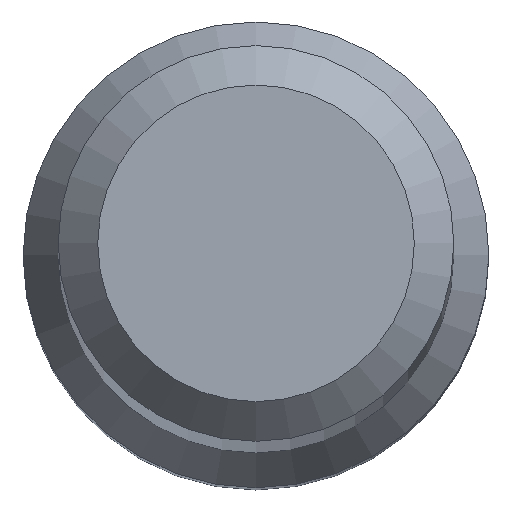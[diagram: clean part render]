
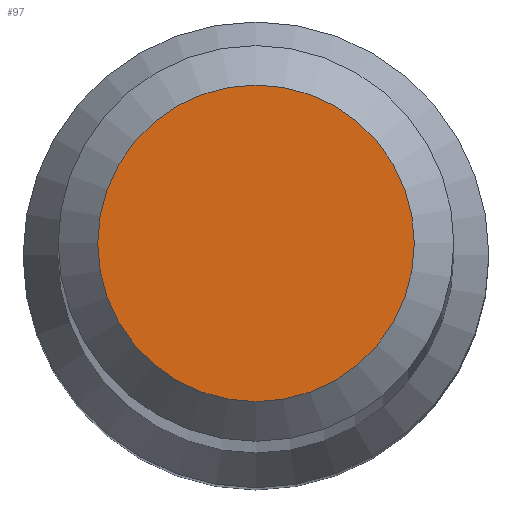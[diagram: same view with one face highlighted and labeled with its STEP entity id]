
A CAD part, top view. The second image highlights one B-rep face of the part: STEP entity #97.
In plain terms, the highlighted planar face has unit normal (0, 0, 1).
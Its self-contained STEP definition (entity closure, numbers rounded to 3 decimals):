
#16 = DIRECTION ( 'NONE',  ( 0., 0., 1. ) ) ;
#35 = CARTESIAN_POINT ( 'NONE',  ( 0., 0., 80. ) ) ;
#97 = ADVANCED_FACE ( 'NONE', ( #134 ), #166, .T. ) ;
#107 = DIRECTION ( 'NONE',  ( 0., 0., -1. ) ) ;
#117 = AXIS2_PLACEMENT_3D ( 'NONE', #35, #16, #209 ) ;
#123 = AXIS2_PLACEMENT_3D ( 'NONE', #239, #107, #187 ) ;
#134 = FACE_OUTER_BOUND ( 'NONE', #142, .T. ) ;
#142 = EDGE_LOOP ( 'NONE', ( #182 ) ) ;
#150 = VERTEX_POINT ( 'NONE', #218 ) ;
#160 = CIRCLE ( 'NONE', #123, 1.6 ) ;
#166 = PLANE ( 'NONE',  #117 ) ;
#182 = ORIENTED_EDGE ( 'NONE', *, *, #243, .F. ) ;
#187 = DIRECTION ( 'NONE',  ( 0., 1., 0. ) ) ;
#209 = DIRECTION ( 'NONE',  ( 0., -1., 0. ) ) ;
#218 = CARTESIAN_POINT ( 'NONE',  ( 0., 1.6, 80. ) ) ;
#239 = CARTESIAN_POINT ( 'NONE',  ( 0., 0., 80. ) ) ;
#243 = EDGE_CURVE ( 'NONE', #150, #150, #160, .T. ) ;
